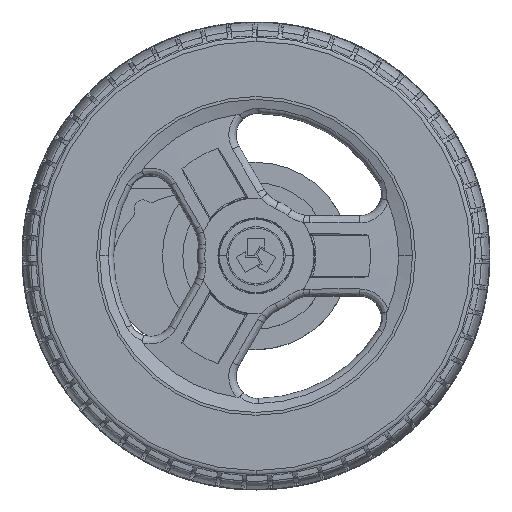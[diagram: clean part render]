
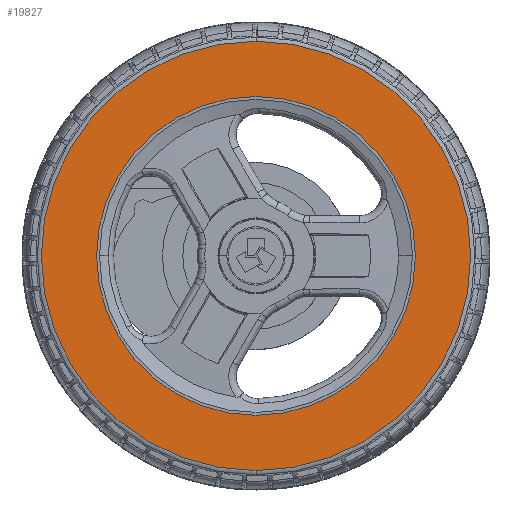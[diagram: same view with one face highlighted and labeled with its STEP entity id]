
A CAD part, top view. The second image highlights one B-rep face of the part: STEP entity #19827.
In plain terms, the highlighted face is planar.
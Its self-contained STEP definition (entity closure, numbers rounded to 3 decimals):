
#1418 = CARTESIAN_POINT ( 'NONE',  ( 0., 29.909, -109. ) ) ;
#1575 = ORIENTED_EDGE ( 'NONE', *, *, #83025, .T. ) ;
#5826 = AXIS2_PLACEMENT_3D ( 'NONE', #34372, #67005, #59049 ) ;
#6048 = CARTESIAN_POINT ( 'NONE',  ( 0., 29.909, 0. ) ) ;
#9324 = ORIENTED_EDGE ( 'NONE', *, *, #73293, .F. ) ;
#11547 = CARTESIAN_POINT ( 'NONE',  ( 0., 29.909, -146.782 ) ) ;
#12855 = AXIS2_PLACEMENT_3D ( 'NONE', #68167, #27497, #75023 ) ;
#12894 = DIRECTION ( 'NONE',  ( 0., 0., -1. ) ) ;
#19827 = ADVANCED_FACE ( 'NONE', ( #24228, #42295 ), #47971, .F. ) ;
#24228 = FACE_OUTER_BOUND ( 'NONE', #35329, .T. ) ;
#25883 = CIRCLE ( 'NONE', #48478, 146.782 ) ;
#26536 = CARTESIAN_POINT ( 'NONE',  ( 0., 29.909, 146.782 ) ) ;
#27497 = DIRECTION ( 'NONE',  ( 0., -1., 0. ) ) ;
#28073 = AXIS2_PLACEMENT_3D ( 'NONE', #6048, #53582, #12894 ) ;
#29486 = ORIENTED_EDGE ( 'NONE', *, *, #49636, .F. ) ;
#32557 = DIRECTION ( 'NONE',  ( 0., -1., 0. ) ) ;
#32901 = DIRECTION ( 'NONE',  ( 0., -1., 0. ) ) ;
#34372 = CARTESIAN_POINT ( 'NONE',  ( -109., 29.909, 0. ) ) ;
#35329 = EDGE_LOOP ( 'NONE', ( #9324, #29486 ) ) ;
#42295 = FACE_BOUND ( 'NONE', #74547, .T. ) ;
#42923 = VERTEX_POINT ( 'NONE', #1418 ) ;
#47677 = VERTEX_POINT ( 'NONE', #11547 ) ;
#47971 = PLANE ( 'NONE',  #5826 ) ;
#48478 = AXIS2_PLACEMENT_3D ( 'NONE', #73229, #32557, #80080 ) ;
#49636 = EDGE_CURVE ( 'NONE', #83643, #47677, #25883, .T. ) ;
#53582 = DIRECTION ( 'NONE',  ( 0., -1., 0. ) ) ;
#54086 = VERTEX_POINT ( 'NONE', #59723 ) ;
#58066 = CIRCLE ( 'NONE', #28073, 109. ) ;
#59049 = DIRECTION ( 'NONE',  ( 0., 0., -1. ) ) ;
#59723 = CARTESIAN_POINT ( 'NONE',  ( 0., 29.909, 109. ) ) ;
#60788 = EDGE_CURVE ( 'NONE', #54086, #42923, #58066, .T. ) ;
#62246 = CIRCLE ( 'NONE', #12855, 146.782 ) ;
#67005 = DIRECTION ( 'NONE',  ( 0., -1., 0. ) ) ;
#67656 = ORIENTED_EDGE ( 'NONE', *, *, #60788, .T. ) ;
#68167 = CARTESIAN_POINT ( 'NONE',  ( 0., 29.909, 0. ) ) ;
#71556 = CIRCLE ( 'NONE', #81768, 109. ) ;
#73229 = CARTESIAN_POINT ( 'NONE',  ( 0., 29.909, 0. ) ) ;
#73293 = EDGE_CURVE ( 'NONE', #47677, #83643, #62246, .T. ) ;
#73582 = CARTESIAN_POINT ( 'NONE',  ( 0., 29.909, 0. ) ) ;
#74547 = EDGE_LOOP ( 'NONE', ( #1575, #67656 ) ) ;
#75023 = DIRECTION ( 'NONE',  ( 0., 0., -1. ) ) ;
#80080 = DIRECTION ( 'NONE',  ( 0., 0., -1. ) ) ;
#80424 = DIRECTION ( 'NONE',  ( 0., 0., -1. ) ) ;
#81768 = AXIS2_PLACEMENT_3D ( 'NONE', #73582, #32901, #80424 ) ;
#83025 = EDGE_CURVE ( 'NONE', #42923, #54086, #71556, .T. ) ;
#83643 = VERTEX_POINT ( 'NONE', #26536 ) ;
